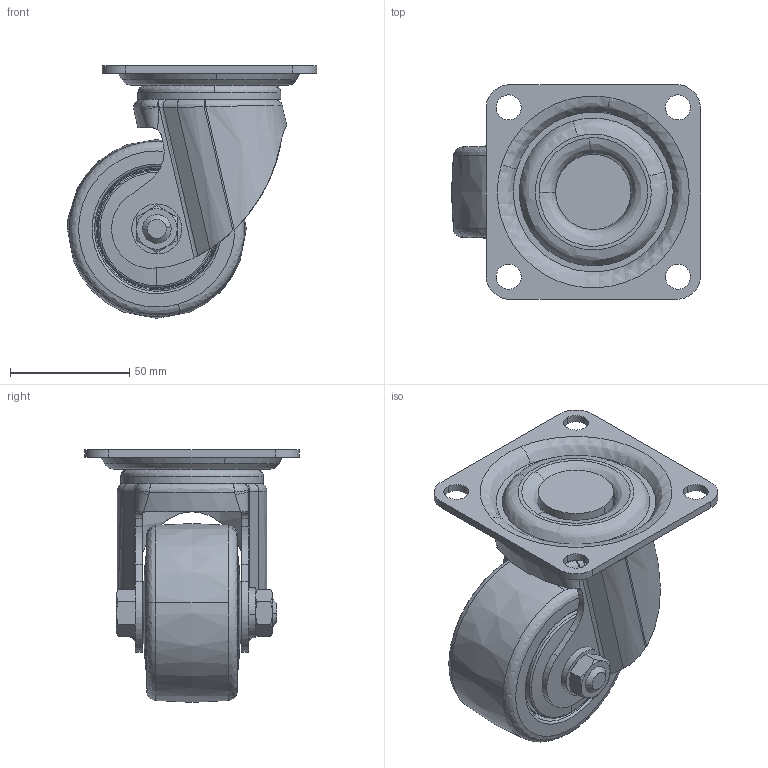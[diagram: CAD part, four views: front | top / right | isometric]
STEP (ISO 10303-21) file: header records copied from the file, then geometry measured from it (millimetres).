
FILE_DESCRIPTION((''),'2;1');
FILE_NAME('','2005-12-16T16:40:08',(''),(''),'','CADfix','');
FILE_SCHEMA(('AUTOMOTIVE_DESIGN'));
Length unit declared in the file: millimetre
Products named in the file (6): wheel; mounting plate; main shaft; body; axle; No_106HB2_EP_10373_36
Assembly tree (5 placements, depth 2):
  No_106HB2_EP_10373_36
    wheel
    mounting plate
    main shaft
    body
    axle
Bounding box: 104.5 x 90 x 106 mm (x, y, z)
Volume: 271713.6 mm3; surface area: 71593.9 mm2
Topology: 5 solids, 5 shells, 254 faces, 744 edges, 511 vertices
Faces by surface type: bspline 254
Entity records: 12269 total; most frequent: CARTESIAN_POINT 8180, ORIENTED_EDGE 1484, EDGE_CURVE 742, VERTEX_POINT 511, EDGE_LOOP 285, FACE_OUTER_BOUND 254, ADVANCED_FACE 254, QUASI_UNIFORM_CURVE 180
